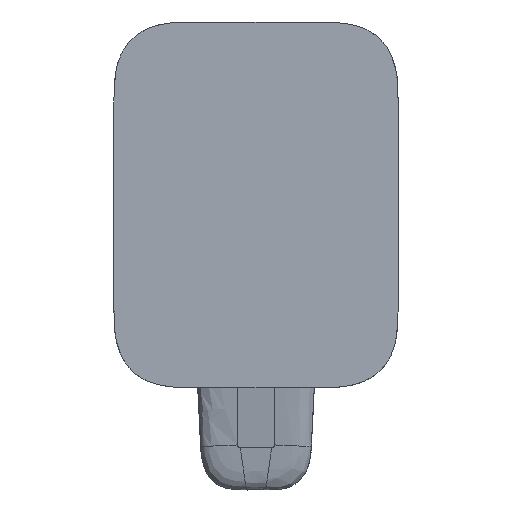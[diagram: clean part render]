
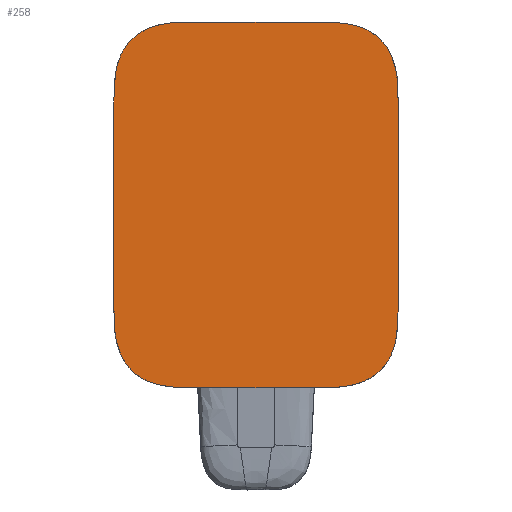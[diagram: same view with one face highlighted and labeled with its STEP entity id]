
A CAD part, left-side view. The second image highlights one B-rep face of the part: STEP entity #258.
In plain terms, the highlighted planar face has unit normal (-1, 0, 0).
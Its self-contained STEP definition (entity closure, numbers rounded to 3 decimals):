
#54=PLANE('',#10189);
#78=CIRCLE('',#10186,6422.365);
#79=CIRCLE('',#10188,10761.567);
#80=CIRCLE('',#10190,6422.365);
#81=CIRCLE('',#10191,10761.567);
#258=ADVANCED_FACE('extract',(#385),#54,.T.);
#385=FACE_OUTER_BOUND('',#1958,.T.);
#565=ORIENTED_EDGE('',*,*,#1165,.T.);
#566=ORIENTED_EDGE('',*,*,#1163,.T.);
#567=ORIENTED_EDGE('',*,*,#1193,.T.);
#568=ORIENTED_EDGE('',*,*,#1194,.T.);
#569=ORIENTED_EDGE('',*,*,#1195,.T.);
#570=ORIENTED_EDGE('',*,*,#1196,.T.);
#571=ORIENTED_EDGE('',*,*,#1197,.T.);
#572=ORIENTED_EDGE('',*,*,#1198,.T.);
#1163=EDGE_CURVE('11',#1754,#1755,#1484,.T.);
#1165=EDGE_CURVE('13',#1756,#1754,#78,.T.);
#1193=EDGE_CURVE('41',#1755,#1780,#79,.T.);
#1194=EDGE_CURVE('42',#1780,#1781,#1513,.T.);
#1195=EDGE_CURVE('43',#1781,#1782,#80,.T.);
#1196=EDGE_CURVE('44',#1782,#1783,#1514,.T.);
#1197=EDGE_CURVE('45',#1783,#1784,#81,.T.);
#1198=EDGE_CURVE('46',#1784,#1756,#1515,.T.);
#1484=B_SPLINE_CURVE_WITH_KNOTS('',3,(#3473,#3474,#3475,#3476,#3477,#3478,#3479,#3480,#3481,#3482,#3470),.UNSPECIFIED.,.F.,.U.,(4,1,1,1,1,1,1,1,4),(0.,0.129,0.259,0.382,0.5,0.618,0.741,0.871,1.),.UNSPECIFIED.);
#1513=B_SPLINE_CURVE_WITH_KNOTS('',3,(#4362,#4368,#4369,#4370,#4371,#4372,#4373,#4374,#4375,#4376,#4377),.UNSPECIFIED.,.F.,.U.,(4,1,1,1,1,1,1,1,4),(0.,0.129,0.259,0.382,0.5,0.618,0.741,0.871,1.),.UNSPECIFIED.);
#1514=B_SPLINE_CURVE_WITH_KNOTS('',3,(#4381,#4382,#4383,#4384,#4385,#4386,#4387,#4388,#4389,#4390,#4380),.UNSPECIFIED.,.F.,.U.,(4,1,1,1,1,1,1,1,4),(0.,0.129,0.259,0.382,0.5,0.618,0.741,0.871,1.),.UNSPECIFIED.);
#1515=B_SPLINE_CURVE_WITH_KNOTS('',3,(#4391,#4393,#4394,#4395,#4396,#4397,#4398,#4399,#4400,#4401,#4402),.UNSPECIFIED.,.F.,.U.,(4,1,1,1,1,1,1,1,4),(0.,0.129,0.259,0.382,0.5,0.618,0.741,0.871,1.),.UNSPECIFIED.);
#1754=VERTEX_POINT('8',#3467);
#1755=VERTEX_POINT('9',#3470);
#1756=VERTEX_POINT('10',#3484);
#1780=VERTEX_POINT('34',#4362);
#1781=VERTEX_POINT('35',#4367);
#1782=VERTEX_POINT('36',#4378);
#1783=VERTEX_POINT('37',#4380);
#1784=VERTEX_POINT('38',#4391);
#1958=EDGE_LOOP('',(#565,#566,#567,#568,#569,#570,#571,#572));
#3467=CARTESIAN_POINT('',(28.57,-25.125,-57.794));
#3470=CARTESIAN_POINT('',(28.57,-56.421,-26.468));
#3473=CARTESIAN_POINT('',(28.57,-25.125,-57.794));
#3474=CARTESIAN_POINT('',(28.57,-27.357,-57.785));
#3475=CARTESIAN_POINT('',(28.57,-31.849,-57.758));
#3476=CARTESIAN_POINT('',(28.57,-38.452,-56.934));
#3477=CARTESIAN_POINT('',(28.57,-44.587,-54.772));
#3478=CARTESIAN_POINT('',(28.57,-49.708,-51.063));
#3479=CARTESIAN_POINT('',(28.57,-53.411,-45.938));
#3480=CARTESIAN_POINT('',(28.57,-55.567,-39.799));
#3481=CARTESIAN_POINT('',(28.57,-56.387,-33.193));
#3482=CARTESIAN_POINT('',(28.57,-56.412,-28.7));
#3484=CARTESIAN_POINT('',(28.57,25.125,-57.794));
#3487=CARTESIAN_POINT('',(28.57,0.,6364.522));
#4362=CARTESIAN_POINT('',(28.57,-56.421,56.068));
#4365=CARTESIAN_POINT('',(28.57,10705.067,14.8));
#4366=CARTESIAN_POINT('',(28.57,-57.079,-58.392));
#4367=CARTESIAN_POINT('',(28.57,-25.125,87.394));
#4368=CARTESIAN_POINT('',(28.57,-56.412,58.3));
#4369=CARTESIAN_POINT('',(28.57,-56.387,62.793));
#4370=CARTESIAN_POINT('',(28.57,-55.567,69.399));
#4371=CARTESIAN_POINT('',(28.57,-53.411,75.538));
#4372=CARTESIAN_POINT('',(28.57,-49.708,80.663));
#4373=CARTESIAN_POINT('',(28.57,-44.587,84.372));
#4374=CARTESIAN_POINT('',(28.57,-38.452,86.534));
#4375=CARTESIAN_POINT('',(28.57,-31.849,87.358));
#4376=CARTESIAN_POINT('',(28.57,-27.357,87.385));
#4377=CARTESIAN_POINT('',(28.57,-25.125,87.394));
#4378=CARTESIAN_POINT('',(28.57,25.125,87.394));
#4379=CARTESIAN_POINT('',(28.57,0.,-6334.922));
#4380=CARTESIAN_POINT('',(28.57,56.421,56.068));
#4381=CARTESIAN_POINT('',(28.57,25.125,87.394));
#4382=CARTESIAN_POINT('',(28.57,27.357,87.385));
#4383=CARTESIAN_POINT('',(28.57,31.849,87.358));
#4384=CARTESIAN_POINT('',(28.57,38.452,86.534));
#4385=CARTESIAN_POINT('',(28.57,44.587,84.372));
#4386=CARTESIAN_POINT('',(28.57,49.708,80.663));
#4387=CARTESIAN_POINT('',(28.57,53.411,75.538));
#4388=CARTESIAN_POINT('',(28.57,55.567,69.399));
#4389=CARTESIAN_POINT('',(28.57,56.387,62.793));
#4390=CARTESIAN_POINT('',(28.57,56.412,58.3));
#4391=CARTESIAN_POINT('',(28.57,56.421,-26.468));
#4392=CARTESIAN_POINT('',(28.57,-10705.067,14.8));
#4393=CARTESIAN_POINT('',(28.57,56.412,-28.7));
#4394=CARTESIAN_POINT('',(28.57,56.387,-33.193));
#4395=CARTESIAN_POINT('',(28.57,55.567,-39.799));
#4396=CARTESIAN_POINT('',(28.57,53.411,-45.938));
#4397=CARTESIAN_POINT('',(28.57,49.708,-51.063));
#4398=CARTESIAN_POINT('',(28.57,44.587,-54.772));
#4399=CARTESIAN_POINT('',(28.57,38.452,-56.934));
#4400=CARTESIAN_POINT('',(28.57,31.849,-57.758));
#4401=CARTESIAN_POINT('',(28.57,27.357,-57.785));
#4402=CARTESIAN_POINT('',(28.57,25.125,-57.794));
#10186=AXIS2_PLACEMENT_3D('',#3487,#10260,#10262);
#10188=AXIS2_PLACEMENT_3D('',#4365,#10260,#10264);
#10189=AXIS2_PLACEMENT_3D('',#4366,#10260,#10258);
#10190=AXIS2_PLACEMENT_3D('',#4379,#10260,#10265);
#10191=AXIS2_PLACEMENT_3D('',#4392,#10260,#10266);
#10258=DIRECTION('',(0.,0.,1.));
#10260=DIRECTION('',(-1.,0.,0.));
#10262=DIRECTION('',(0.,0.004,-1.));
#10264=DIRECTION('',(0.,-1.,-0.004));
#10265=DIRECTION('',(0.,-0.004,1.));
#10266=DIRECTION('',(0.,1.,0.004));
